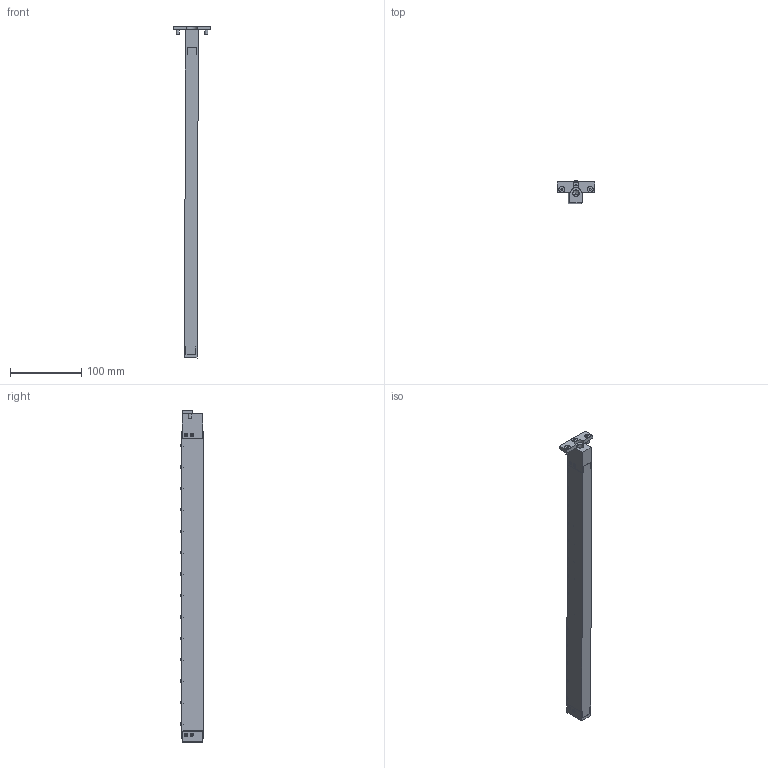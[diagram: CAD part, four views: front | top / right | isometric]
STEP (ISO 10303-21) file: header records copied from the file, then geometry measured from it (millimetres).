
FILE_DESCRIPTION(/* description */ ('DIE LIFTER'),/* implementation_level */ '2;1');
FILE_NAME(/* name */ 'EHB18-14.stp',/* time_stamp */ '2019-11-20T13:07:20+08:00',/* author */ ('yue.yang'),/* organization */ (''),/* preprocessor_version */ 'ST-DEVELOPER v17',/* originating_system */ 'Autodesk Inventor 2019',/* authorisation */ '');
FILE_SCHEMA (('AUTOMOTIVE_DESIGN { 1 0 10303 214 3 1 1 }'));
Length unit declared in the file: millimetre
Products named in the file (2): EHB18-14; EHB18-14_Substitute_1
Assembly tree (1 placements, depth 2):
  EHB18-14
    EHB18-14_Substitute_1
Bounding box: 52.02 x 31.56 x 465.13 mm (x, y, z)
Volume: 194381.6 mm3; surface area: 95717.7 mm2
Topology: 29 solids, 29 shells, 556 faces, 1725 edges, 1204 vertices
Faces by surface type: plane 212, cylinder 168, cone 88, torus 74, sphere 14
Full cylindrical faces by diameter (mm): 3 x2, 4 x2, 4.3 x2, 5 x23, 5.5 x1, 6.647 x2, 7.5 x1, 8 x3, 8.566 x1, 10 x3, 10.2 x14, 12.05 x14, 13.5 x14, 13.55 x14, 15.55 x14, 15.7 x14
Entity records: 22615 total; most frequent: CARTESIAN_POINT 5836, DIRECTION 3586, ORIENTED_EDGE 3356, EDGE_CURVE 1678, AXIS2_PLACEMENT_3D 1550, VERTEX_POINT 1204, CIRCLE 991, EDGE_LOOP 700
